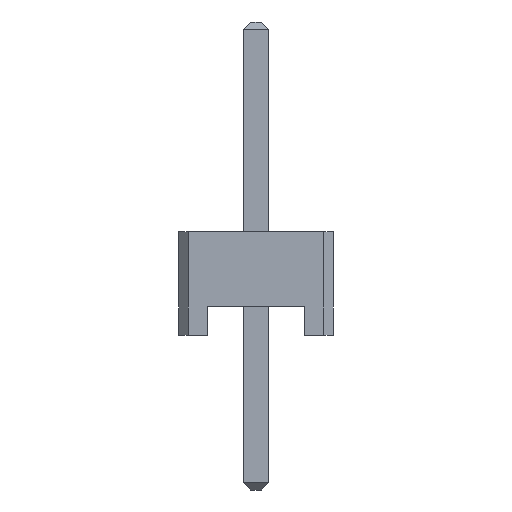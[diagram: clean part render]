
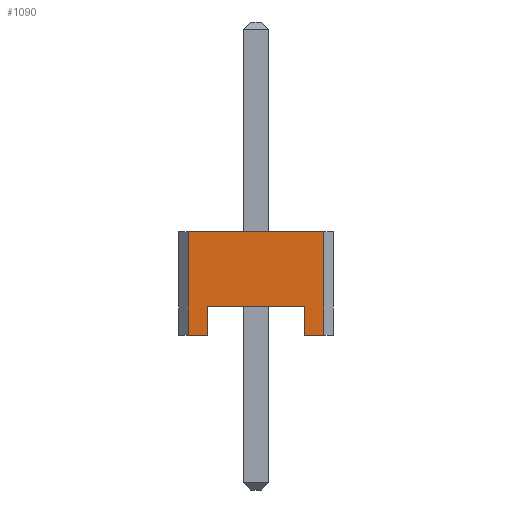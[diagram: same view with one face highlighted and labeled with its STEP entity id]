
A CAD part, left-side view. The second image highlights one B-rep face of the part: STEP entity #1090.
In plain terms, the highlighted planar face has unit normal (-1, 0, 0).
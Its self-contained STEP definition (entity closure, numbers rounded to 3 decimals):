
#13 = CARTESIAN_POINT ( 'NONE',  ( -1.27, -0.75, 0.45 ) ) ;
#43 = VECTOR ( 'NONE', #1535, 1000. ) ;
#71 = VECTOR ( 'NONE', #1722, 1000. ) ;
#175 = VECTOR ( 'NONE', #1987, 1000. ) ;
#248 = CARTESIAN_POINT ( 'NONE',  ( -1.27, 5.73, 0. ) ) ;
#362 = CARTESIAN_POINT ( 'NONE',  ( -1.27, 1.05, 1.6 ) ) ;
#375 = VERTEX_POINT ( 'NONE', #13 ) ;
#394 = DIRECTION ( 'NONE',  ( 0., -1., 0. ) ) ;
#435 = ORIENTED_EDGE ( 'NONE', *, *, #1719, .T. ) ;
#472 = EDGE_CURVE ( 'NONE', #1003, #375, #2659, .T. ) ;
#575 = EDGE_CURVE ( 'NONE', #2541, #1138, #1914, .T. ) ;
#581 = AXIS2_PLACEMENT_3D ( 'NONE', #880, #852, #394 ) ;
#601 = DIRECTION ( 'NONE',  ( 0., 1., 0. ) ) ;
#647 = LINE ( 'NONE', #1878, #2445 ) ;
#703 = VERTEX_POINT ( 'NONE', #1155 ) ;
#729 = LINE ( 'NONE', #1323, #43 ) ;
#776 = ORIENTED_EDGE ( 'NONE', *, *, #575, .F. ) ;
#779 = CARTESIAN_POINT ( 'NONE',  ( -1.27, 1.05, 1.6 ) ) ;
#852 = DIRECTION ( 'NONE',  ( -1., 0., 0. ) ) ;
#880 = CARTESIAN_POINT ( 'NONE',  ( -1.27, 5.73, 1.6 ) ) ;
#924 = CARTESIAN_POINT ( 'NONE',  ( -1.27, 0., 0.45 ) ) ;
#960 = EDGE_CURVE ( 'NONE', #1713, #375, #2166, .T. ) ;
#997 = ORIENTED_EDGE ( 'NONE', *, *, #1117, .T. ) ;
#1003 = VERTEX_POINT ( 'NONE', #2295 ) ;
#1031 = EDGE_LOOP ( 'NONE', ( #1968, #997, #2529, #1045, #1064, #776, #2711, #435 ) ) ;
#1045 = ORIENTED_EDGE ( 'NONE', *, *, #960, .F. ) ;
#1064 = ORIENTED_EDGE ( 'NONE', *, *, #2205, .F. ) ;
#1090 = ADVANCED_FACE ( 'NONE', ( #1234 ), #2551, .T. ) ;
#1107 = CARTESIAN_POINT ( 'NONE',  ( -1.27, -0.75, 0.2 ) ) ;
#1117 = EDGE_CURVE ( 'NONE', #703, #1003, #2743, .T. ) ;
#1138 = VERTEX_POINT ( 'NONE', #2084 ) ;
#1141 = DIRECTION ( 'NONE',  ( 0., -1., 0. ) ) ;
#1155 = CARTESIAN_POINT ( 'NONE',  ( -1.27, 0.75, 0. ) ) ;
#1181 = CARTESIAN_POINT ( 'NONE',  ( -1.27, -1.05, 1.6 ) ) ;
#1210 = VERTEX_POINT ( 'NONE', #362 ) ;
#1227 = VECTOR ( 'NONE', #1141, 1000. ) ;
#1234 = FACE_OUTER_BOUND ( 'NONE', #1031, .T. ) ;
#1307 = EDGE_CURVE ( 'NONE', #2541, #1210, #647, .T. ) ;
#1323 = CARTESIAN_POINT ( 'NONE',  ( -1.27, 5.73, 0. ) ) ;
#1390 = DIRECTION ( 'NONE',  ( 0., 0., -1. ) ) ;
#1490 = DIRECTION ( 'NONE',  ( 0., 0., 1. ) ) ;
#1535 = DIRECTION ( 'NONE',  ( 0., 1., 0. ) ) ;
#1564 = VERTEX_POINT ( 'NONE', #1876 ) ;
#1599 = LINE ( 'NONE', #779, #2500 ) ;
#1713 = VERTEX_POINT ( 'NONE', #2670 ) ;
#1719 = EDGE_CURVE ( 'NONE', #1210, #1564, #1599, .T. ) ;
#1722 = DIRECTION ( 'NONE',  ( 0., 0., -1. ) ) ;
#1753 = LINE ( 'NONE', #248, #175 ) ;
#1766 = VECTOR ( 'NONE', #1490, 1000. ) ;
#1876 = CARTESIAN_POINT ( 'NONE',  ( -1.27, 1.05, 0. ) ) ;
#1878 = CARTESIAN_POINT ( 'NONE',  ( -1.27, 5.73, 1.6 ) ) ;
#1914 = LINE ( 'NONE', #2116, #71 ) ;
#1968 = ORIENTED_EDGE ( 'NONE', *, *, #2278, .F. ) ;
#1971 = DIRECTION ( 'NONE',  ( 0., 0., 1. ) ) ;
#1987 = DIRECTION ( 'NONE',  ( 0., 1., 0. ) ) ;
#2084 = CARTESIAN_POINT ( 'NONE',  ( -1.27, -1.05, 0. ) ) ;
#2114 = CARTESIAN_POINT ( 'NONE',  ( -1.27, 0.75, 0.2 ) ) ;
#2116 = CARTESIAN_POINT ( 'NONE',  ( -1.27, -1.05, 1.6 ) ) ;
#2166 = LINE ( 'NONE', #1107, #2628 ) ;
#2205 = EDGE_CURVE ( 'NONE', #1138, #1713, #729, .T. ) ;
#2278 = EDGE_CURVE ( 'NONE', #703, #1564, #1753, .T. ) ;
#2295 = CARTESIAN_POINT ( 'NONE',  ( -1.27, 0.75, 0.45 ) ) ;
#2445 = VECTOR ( 'NONE', #601, 1000. ) ;
#2500 = VECTOR ( 'NONE', #1390, 1000. ) ;
#2529 = ORIENTED_EDGE ( 'NONE', *, *, #472, .T. ) ;
#2541 = VERTEX_POINT ( 'NONE', #1181 ) ;
#2551 = PLANE ( 'NONE',  #581 ) ;
#2628 = VECTOR ( 'NONE', #1971, 1000. ) ;
#2659 = LINE ( 'NONE', #924, #1227 ) ;
#2670 = CARTESIAN_POINT ( 'NONE',  ( -1.27, -0.75, 0. ) ) ;
#2711 = ORIENTED_EDGE ( 'NONE', *, *, #1307, .T. ) ;
#2743 = LINE ( 'NONE', #2114, #1766 ) ;
